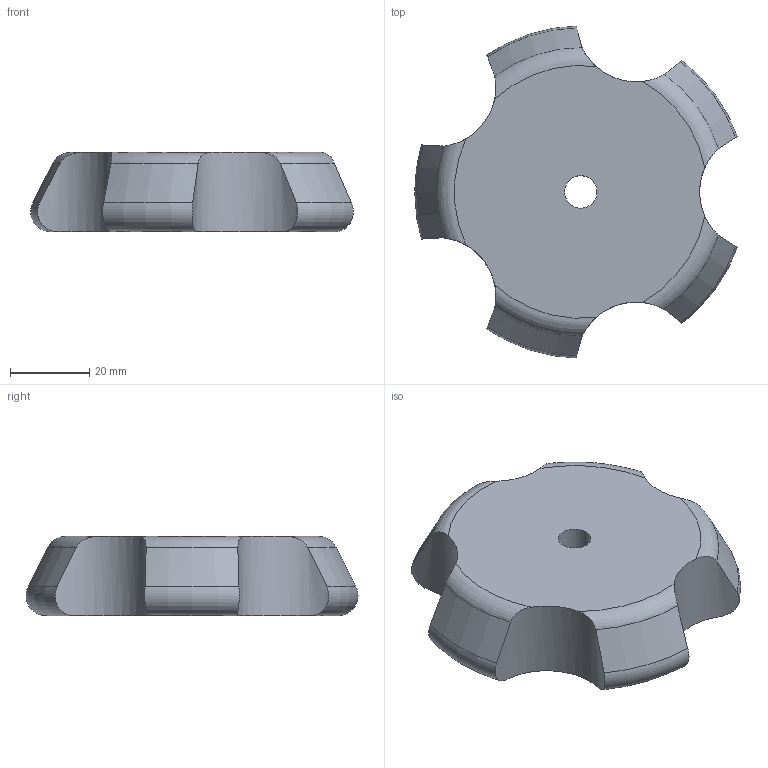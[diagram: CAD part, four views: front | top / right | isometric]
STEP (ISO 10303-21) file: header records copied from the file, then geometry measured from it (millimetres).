
FILE_DESCRIPTION(('FreeCAD Model'),'2;1');
FILE_NAME('Open CASCADE Shape Model','2021-12-21T21:53:58',('Author'),( ''),'Open CASCADE STEP processor 7.5','FreeCAD','Unknown');
FILE_SCHEMA(('AUTOMOTIVE_DESIGN { 1 0 10303 214 1 1 1 1 }'));
Length unit declared in the file: millimetre
Products named in the file (2): spool-holder-knob; spool-holder
Assembly tree (1 placements, depth 2):
  spool-holder-knob
    spool-holder
Bounding box: 81.43 x 83.79 x 20 mm (x, y, z)
Volume: 79079.1 mm3; surface area: 13503.6 mm2
Topology: 1 solids, 1 shells, 23 faces, 63 edges, 42 vertices
Faces by surface type: torus 10, cylinder 6, cone 5, plane 2
Full cylindrical faces by diameter (mm): 8.2 x1
Entity records: 4252 total; most frequent: CARTESIAN_POINT 3076, DIRECTION 181, ORIENTED_EDGE 126, PCURVE 126, DEFINITIONAL_REPRESENTATION 126, B_SPLINE_CURVE_WITH_KNOTS 90, EDGE_CURVE 63, SURFACE_CURVE 62
